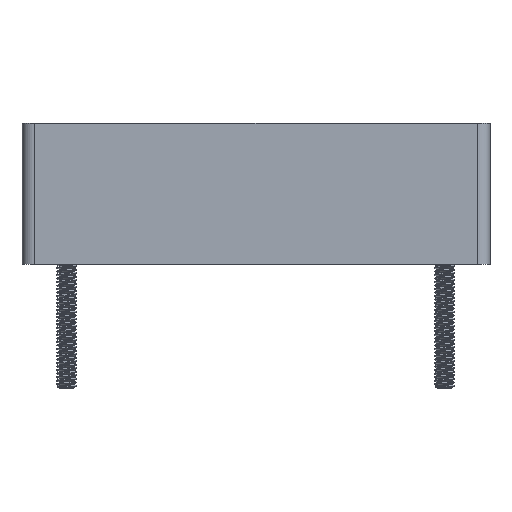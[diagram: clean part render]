
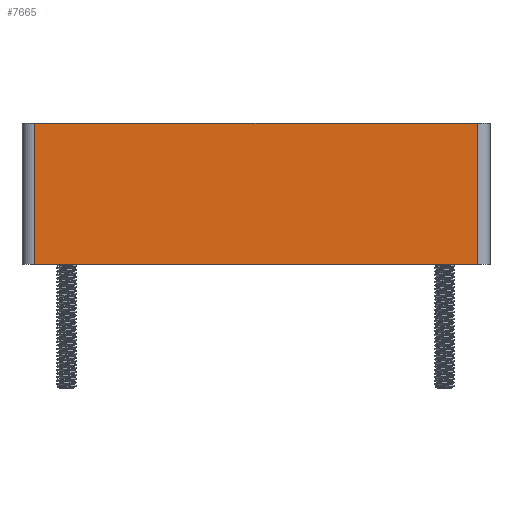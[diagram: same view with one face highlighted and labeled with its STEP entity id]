
A CAD part, front view. The second image highlights one B-rep face of the part: STEP entity #7665.
In plain terms, the highlighted planar face has unit normal (0, -1, 0).
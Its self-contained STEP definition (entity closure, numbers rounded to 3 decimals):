
#69=PLANE('',#8144);
#306=FACE_OUTER_BOUND('',#740,.T.);
#740=EDGE_LOOP('',(#5498,#5499,#5500,#5501));
#1911=LINE('',#20372,#2386);
#1920=LINE('',#20398,#2395);
#1921=LINE('',#20402,#2396);
#1922=LINE('',#20403,#2397);
#2386=VECTOR('',#8954,10.);
#2395=VECTOR('',#8977,10.);
#2396=VECTOR('',#8982,10.);
#2397=VECTOR('',#8983,10.);
#2977=VERTEX_POINT('',#20369);
#2978=VERTEX_POINT('',#20371);
#2988=VERTEX_POINT('',#20397);
#2989=VERTEX_POINT('',#20401);
#3904=EDGE_CURVE('',#2977,#2978,#1911,.T.);
#3917=EDGE_CURVE('',#2978,#2988,#1920,.T.);
#3919=EDGE_CURVE('',#2989,#2977,#1921,.T.);
#3920=EDGE_CURVE('',#2989,#2988,#1922,.T.);
#5498=ORIENTED_EDGE('',*,*,#3917,.F.);
#5499=ORIENTED_EDGE('',*,*,#3904,.F.);
#5500=ORIENTED_EDGE('',*,*,#3919,.F.);
#5501=ORIENTED_EDGE('',*,*,#3920,.T.);
#7665=ADVANCED_FACE('',(#306),#69,.T.);
#8144=AXIS2_PLACEMENT_3D('',#20400,#8980,#8981);
#8954=DIRECTION('',(1.,0.,0.));
#8977=DIRECTION('',(0.,0.,-1.));
#8980=DIRECTION('center_axis',(0.,-1.,0.));
#8981=DIRECTION('ref_axis',(1.,0.,0.));
#8982=DIRECTION('',(0.,0.,1.));
#8983=DIRECTION('',(1.,0.,0.));
#20369=CARTESIAN_POINT('',(-43.95,-46.45,28.));
#20371=CARTESIAN_POINT('',(43.95,-46.45,28.));
#20372=CARTESIAN_POINT('',(-46.45,-46.45,28.));
#20397=CARTESIAN_POINT('',(43.95,-46.45,0.));
#20398=CARTESIAN_POINT('',(43.95,-46.45,0.));
#20400=CARTESIAN_POINT('Origin',(-46.45,-46.45,0.));
#20401=CARTESIAN_POINT('',(-43.95,-46.45,0.));
#20402=CARTESIAN_POINT('',(-43.95,-46.45,0.));
#20403=CARTESIAN_POINT('',(-46.45,-46.45,0.));
